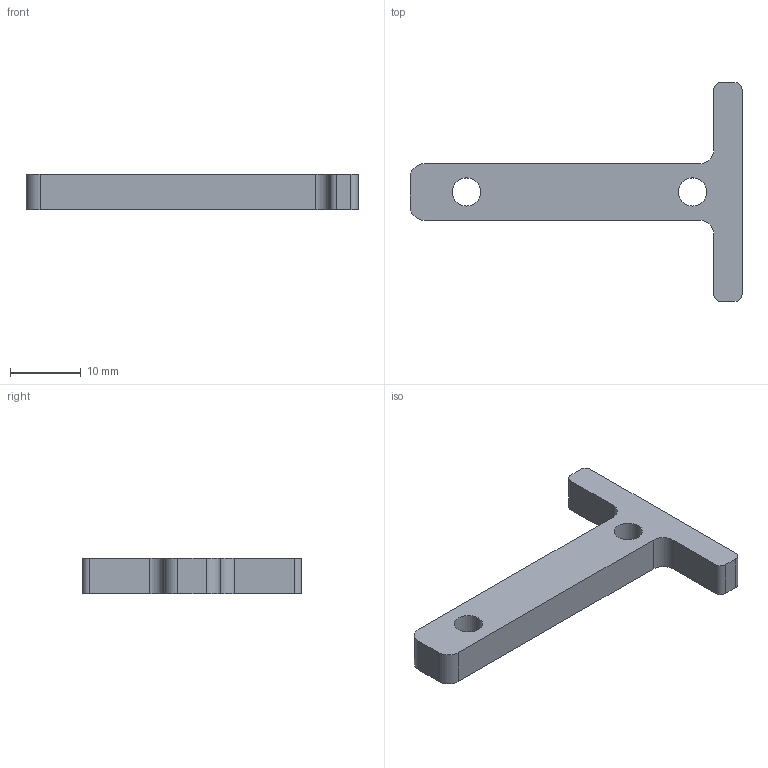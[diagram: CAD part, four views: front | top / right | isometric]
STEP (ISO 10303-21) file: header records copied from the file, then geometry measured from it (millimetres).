
FILE_DESCRIPTION(('HOOPS Exchange Step'),'2;1');
FILE_NAME('CoperBus2.STP','2023-09-11T18:50:32+17:00',('RBI'),('None'),'HOOPS Exchange 2022.2','SOLIDWORKS MBD','None');
FILE_SCHEMA( ('AP242_MANAGED_MODEL_BASED_3D_ENGINEERING_MIM_LF {1 0 10303 442 1 1 4 }') );
Length unit declared in the file: millimetre
Products named in the file (1): Default
Bounding box: 47 x 31 x 5 mm (x, y, z)
Volume: 2210 mm3; surface area: 1763.9 mm2
Topology: 1 solids, 1 shells, 20 faces, 54 edges, 36 vertices
Faces by surface type: cylinder 10, plane 10
Full cylindrical faces by diameter (mm): 4 x2
Entity records: 690 total; most frequent: DIRECTION 122, CARTESIAN_POINT 115, ORIENTED_EDGE 108, EDGE_CURVE 54, AXIS2_PLACEMENT_3D 44, VERTEX_POINT 36, VECTOR 34, LINE 34
